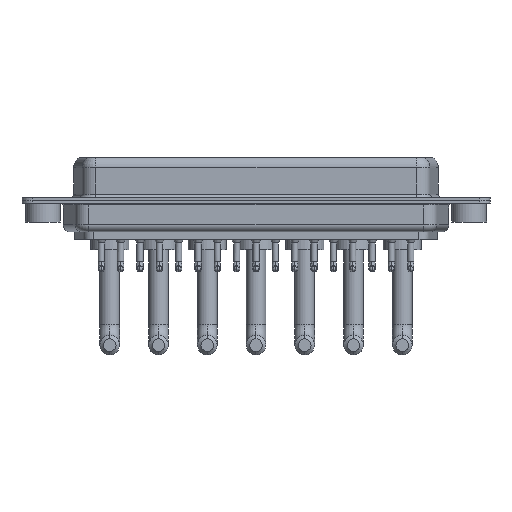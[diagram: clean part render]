
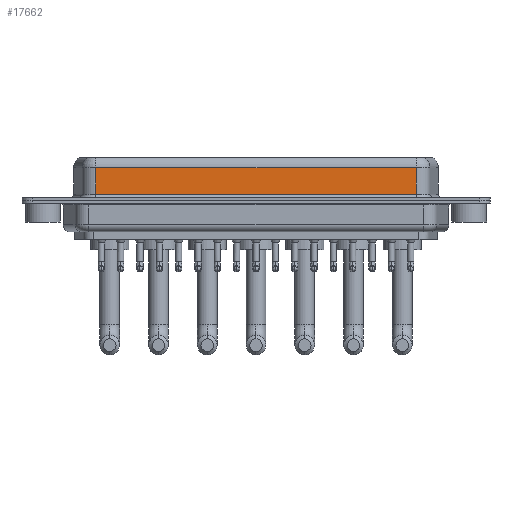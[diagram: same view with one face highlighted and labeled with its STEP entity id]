
A CAD part, front view. The second image highlights one B-rep face of the part: STEP entity #17662.
In plain terms, the highlighted planar face has unit normal (0, -1, 0).
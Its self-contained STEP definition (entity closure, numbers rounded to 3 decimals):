
#582 = DIRECTION ( 'NONE',  ( 1., 0., 0. ) ) ;
#695 = CARTESIAN_POINT ( 'NONE',  ( 53.41, -5.375, 0.9 ) ) ;
#877 = CARTESIAN_POINT ( 'NONE',  ( 53.41, -5.375, 4.65 ) ) ;
#921 = VERTEX_POINT ( 'NONE', #10453 ) ;
#1390 = VERTEX_POINT ( 'NONE', #11429 ) ;
#1570 = DIRECTION ( 'NONE',  ( 0., 0., 1. ) ) ;
#3181 = FACE_OUTER_BOUND ( 'NONE', #19545, .T. ) ;
#3742 = ORIENTED_EDGE ( 'NONE', *, *, #7119, .T. ) ;
#4396 = AXIS2_PLACEMENT_3D ( 'NONE', #16322, #9652, #1570 ) ;
#4484 = PLANE ( 'NONE',  #4396 ) ;
#4886 = CARTESIAN_POINT ( 'NONE',  ( 7.59, -5.375, 0.9 ) ) ;
#4924 = VECTOR ( 'NONE', #19845, 1000. ) ;
#5622 = CARTESIAN_POINT ( 'NONE',  ( 53.41, -5.375, 0.9 ) ) ;
#6366 = ORIENTED_EDGE ( 'NONE', *, *, #12674, .T. ) ;
#7119 = EDGE_CURVE ( 'NONE', #921, #1390, #18635, .T. ) ;
#8112 = VECTOR ( 'NONE', #15318, 1000. ) ;
#8235 = EDGE_CURVE ( 'NONE', #1390, #10088, #16405, .T. ) ;
#8538 = LINE ( 'NONE', #13486, #8112 ) ;
#9652 = DIRECTION ( 'NONE',  ( 0., 1., 0. ) ) ;
#10088 = VERTEX_POINT ( 'NONE', #4886 ) ;
#10103 = VECTOR ( 'NONE', #18961, 1000. ) ;
#10291 = ORIENTED_EDGE ( 'NONE', *, *, #16036, .F. ) ;
#10453 = CARTESIAN_POINT ( 'NONE',  ( 53.41, -5.375, 4.65 ) ) ;
#11027 = VERTEX_POINT ( 'NONE', #695 ) ;
#11429 = CARTESIAN_POINT ( 'NONE',  ( 7.59, -5.375, 4.65 ) ) ;
#12674 = EDGE_CURVE ( 'NONE', #10088, #11027, #14013, .T. ) ;
#13486 = CARTESIAN_POINT ( 'NONE',  ( 53.41, -5.375, 6.4 ) ) ;
#14013 = LINE ( 'NONE', #5622, #14225 ) ;
#14225 = VECTOR ( 'NONE', #582, 1000. ) ;
#15318 = DIRECTION ( 'NONE',  ( 0., 0., -1. ) ) ;
#16036 = EDGE_CURVE ( 'NONE', #921, #11027, #8538, .T. ) ;
#16322 = CARTESIAN_POINT ( 'NONE',  ( 53.41, -5.375, 6.4 ) ) ;
#16405 = LINE ( 'NONE', #19632, #4924 ) ;
#17662 = ADVANCED_FACE ( 'NONE', ( #3181 ), #4484, .F. ) ;
#18635 = LINE ( 'NONE', #877, #10103 ) ;
#18961 = DIRECTION ( 'NONE',  ( -1., 0., 0. ) ) ;
#19545 = EDGE_LOOP ( 'NONE', ( #10291, #3742, #20210, #6366 ) ) ;
#19632 = CARTESIAN_POINT ( 'NONE',  ( 7.59, -5.375, 6.4 ) ) ;
#19845 = DIRECTION ( 'NONE',  ( 0., 0., -1. ) ) ;
#20210 = ORIENTED_EDGE ( 'NONE', *, *, #8235, .T. ) ;
